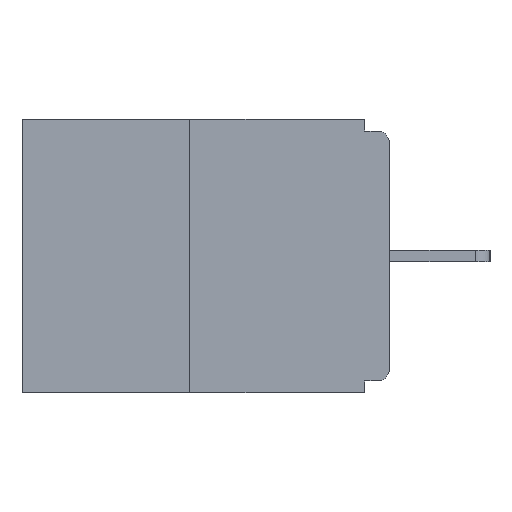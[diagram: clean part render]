
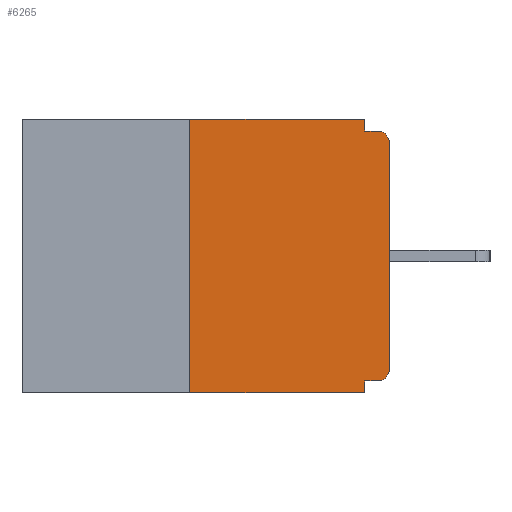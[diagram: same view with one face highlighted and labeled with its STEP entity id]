
A CAD part, left-side view. The second image highlights one B-rep face of the part: STEP entity #6265.
In plain terms, the highlighted planar face has unit normal (-1, 0, 0).
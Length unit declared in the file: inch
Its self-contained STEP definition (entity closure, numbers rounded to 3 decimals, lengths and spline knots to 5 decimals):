
#250 = DIRECTION ( 'NONE',  ( 0., -1., 0. ) ) ;
#1238 = CARTESIAN_POINT ( 'NONE',  ( 0., 0.25, 0. ) ) ;
#2304 = ORIENTED_EDGE ( 'NONE', *, *, #4939, .F. ) ;
#2516 = CARTESIAN_POINT ( 'NONE',  ( 0., 0., 0. ) ) ;
#2517 = CARTESIAN_POINT ( 'NONE',  ( 0., 0., -0.015 ) ) ;
#2594 = DIRECTION ( 'NONE',  ( 0., 0., -1. ) ) ;
#3099 = CARTESIAN_POINT ( 'NONE',  ( 0., 0.25, 0. ) ) ;
#3770 = FACE_OUTER_BOUND ( 'NONE', #18902, .T. ) ;
#3947 = ORIENTED_EDGE ( 'NONE', *, *, #8956, .F. ) ;
#4167 = DIRECTION ( 'NONE',  ( 0., -1., 0. ) ) ;
#4196 = ORIENTED_EDGE ( 'NONE', *, *, #16637, .T. ) ;
#4374 = VECTOR ( 'NONE', #7852, 39.37008 ) ;
#4525 = ORIENTED_EDGE ( 'NONE', *, *, #11987, .T. ) ;
#4749 = LINE ( 'NONE', #3099, #20896 ) ;
#4939 = EDGE_CURVE ( 'NONE', #11261, #18968, #20711, .T. ) ;
#5000 = ORIENTED_EDGE ( 'NONE', *, *, #9657, .F. ) ;
#5471 = VECTOR ( 'NONE', #17861, 39.37008 ) ;
#5821 = LINE ( 'NONE', #22137, #10579 ) ;
#5925 = CARTESIAN_POINT ( 'NONE',  ( 0., 0.031, -0.328 ) ) ;
#5937 = LINE ( 'NONE', #15855, #17744 ) ;
#5974 = DIRECTION ( 'NONE',  ( -1., 0., 0. ) ) ;
#6265 = ADVANCED_FACE ( 'NONE', ( #3770 ), #15873, .F. ) ;
#6830 = AXIS2_PLACEMENT_3D ( 'NONE', #20135, #18148, #17917 ) ;
#6876 = ORIENTED_EDGE ( 'NONE', *, *, #7367, .T. ) ;
#6980 = DIRECTION ( 'NONE',  ( 0., 0., -1. ) ) ;
#7367 = EDGE_CURVE ( 'NONE', #9942, #16315, #19782, .T. ) ;
#7484 = DIRECTION ( 'NONE',  ( 0., 0., -1. ) ) ;
#7604 = CARTESIAN_POINT ( 'NONE',  ( 0., 0.031, -0.015 ) ) ;
#7852 = DIRECTION ( 'NONE',  ( 0., 0., 1. ) ) ;
#8640 = CARTESIAN_POINT ( 'NONE',  ( 0., 0.25, -0.343 ) ) ;
#8956 = EDGE_CURVE ( 'NONE', #18968, #9849, #16834, .T. ) ;
#9254 = LINE ( 'NONE', #2516, #4374 ) ;
#9619 = EDGE_CURVE ( 'NONE', #14564, #11261, #5937, .T. ) ;
#9657 = EDGE_CURVE ( 'NONE', #9942, #14486, #19473, .T. ) ;
#9849 = VERTEX_POINT ( 'NONE', #17111 ) ;
#9942 = VERTEX_POINT ( 'NONE', #15579 ) ;
#10577 = LINE ( 'NONE', #14300, #13929 ) ;
#10579 = VECTOR ( 'NONE', #20396, 39.37008 ) ;
#10609 = VECTOR ( 'NONE', #4167, 39.37008 ) ;
#10631 = CARTESIAN_POINT ( 'NONE',  ( 0., 0.46, 0. ) ) ;
#11261 = VERTEX_POINT ( 'NONE', #21997 ) ;
#11823 = CARTESIAN_POINT ( 'NONE',  ( 0., 0.031, 0. ) ) ;
#11922 = EDGE_CURVE ( 'NONE', #14486, #15812, #10577, .T. ) ;
#11931 = DIRECTION ( 'NONE',  ( 0., 0., -1. ) ) ;
#11963 = CARTESIAN_POINT ( 'NONE',  ( 0., 0.031, -0.343 ) ) ;
#11987 = EDGE_CURVE ( 'NONE', #21338, #15812, #5821, .T. ) ;
#11994 = ORIENTED_EDGE ( 'NONE', *, *, #13999, .F. ) ;
#12034 = CIRCLE ( 'NONE', #6830, 0.015 ) ;
#12380 = DIRECTION ( 'NONE',  ( 1., 0., 0. ) ) ;
#12428 = EDGE_CURVE ( 'NONE', #16315, #14420, #9254, .T. ) ;
#12479 = CARTESIAN_POINT ( 'NONE',  ( 0., 0., -0.328 ) ) ;
#13929 = VECTOR ( 'NONE', #6980, 39.37008 ) ;
#13999 = EDGE_CURVE ( 'NONE', #21338, #14564, #4749, .T. ) ;
#14300 = CARTESIAN_POINT ( 'NONE',  ( 0., 0.031, -0.343 ) ) ;
#14420 = VERTEX_POINT ( 'NONE', #18153 ) ;
#14486 = VERTEX_POINT ( 'NONE', #5925 ) ;
#14564 = VERTEX_POINT ( 'NONE', #1238 ) ;
#15565 = DIRECTION ( 'NONE',  ( 0., 0., 1. ) ) ;
#15579 = CARTESIAN_POINT ( 'NONE',  ( 0., 0.015, -0.328 ) ) ;
#15812 = VERTEX_POINT ( 'NONE', #11963 ) ;
#15855 = CARTESIAN_POINT ( 'NONE',  ( 0., 0.46, 0. ) ) ;
#15873 = PLANE ( 'NONE',  #18219 ) ;
#16294 = CARTESIAN_POINT ( 'NONE',  ( 0., 0., -0.313 ) ) ;
#16315 = VERTEX_POINT ( 'NONE', #16294 ) ;
#16637 = EDGE_CURVE ( 'NONE', #14420, #9849, #12034, .T. ) ;
#16746 = ORIENTED_EDGE ( 'NONE', *, *, #9619, .F. ) ;
#16834 = LINE ( 'NONE', #2517, #10609 ) ;
#17111 = CARTESIAN_POINT ( 'NONE',  ( 0., 0.015, -0.015 ) ) ;
#17744 = VECTOR ( 'NONE', #250, 39.37008 ) ;
#17861 = DIRECTION ( 'NONE',  ( 0., 1., 0. ) ) ;
#17917 = DIRECTION ( 'NONE',  ( 0., 0., -1. ) ) ;
#18148 = DIRECTION ( 'NONE',  ( -1., 0., 0. ) ) ;
#18153 = CARTESIAN_POINT ( 'NONE',  ( 0., 0., -0.03 ) ) ;
#18219 = AXIS2_PLACEMENT_3D ( 'NONE', #10631, #12380, #7484 ) ;
#18902 = EDGE_LOOP ( 'NONE', ( #16746, #11994, #4525, #20704, #5000, #6876, #20271, #4196, #3947, #2304 ) ) ;
#18968 = VERTEX_POINT ( 'NONE', #7604 ) ;
#19395 = AXIS2_PLACEMENT_3D ( 'NONE', #21966, #5974, #2594 ) ;
#19473 = LINE ( 'NONE', #12479, #5471 ) ;
#19782 = CIRCLE ( 'NONE', #19395, 0.015 ) ;
#20050 = VECTOR ( 'NONE', #11931, 39.37008 ) ;
#20135 = CARTESIAN_POINT ( 'NONE',  ( 0., 0.015, -0.03 ) ) ;
#20271 = ORIENTED_EDGE ( 'NONE', *, *, #12428, .T. ) ;
#20396 = DIRECTION ( 'NONE',  ( 0., -1., 0. ) ) ;
#20704 = ORIENTED_EDGE ( 'NONE', *, *, #11922, .F. ) ;
#20711 = LINE ( 'NONE', #11823, #20050 ) ;
#20896 = VECTOR ( 'NONE', #15565, 39.37008 ) ;
#21338 = VERTEX_POINT ( 'NONE', #8640 ) ;
#21966 = CARTESIAN_POINT ( 'NONE',  ( 0., 0.015, -0.313 ) ) ;
#21997 = CARTESIAN_POINT ( 'NONE',  ( 0., 0.031, 0. ) ) ;
#22137 = CARTESIAN_POINT ( 'NONE',  ( 0., 0.46, -0.343 ) ) ;
